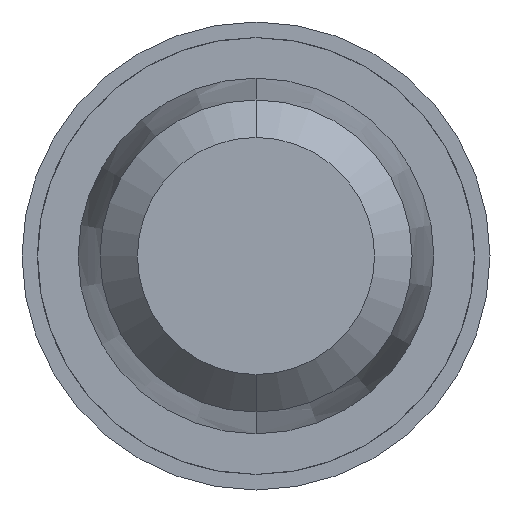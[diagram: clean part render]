
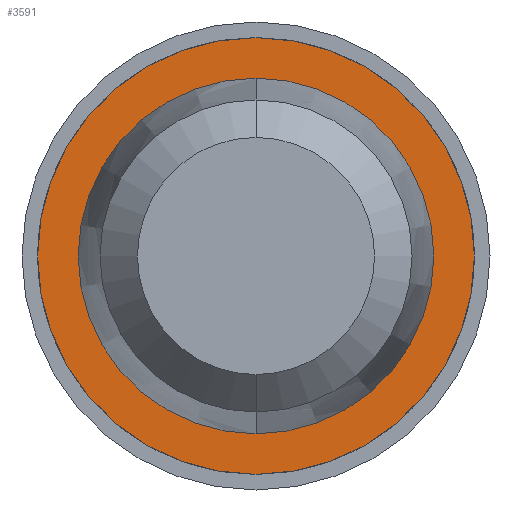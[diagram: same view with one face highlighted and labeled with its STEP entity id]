
A CAD part, front view. The second image highlights one B-rep face of the part: STEP entity #3591.
In plain terms, the highlighted planar face has unit normal (0, -1, 0).
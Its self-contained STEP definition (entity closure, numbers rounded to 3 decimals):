
#26 = ORIENTED_EDGE ( 'NONE', *, *, #1938, .T. ) ;
#153 = ORIENTED_EDGE ( 'NONE', *, *, #534, .F. ) ;
#160 = CARTESIAN_POINT ( 'NONE',  ( 0.57, 26., 0. ) ) ;
#196 = DIRECTION ( 'NONE',  ( 0., -1., 0. ) ) ;
#236 = AXIS2_PLACEMENT_3D ( 'NONE', #3996, #3971, #3038 ) ;
#338 = EDGE_CURVE ( 'Defeature ausgef�hrt1_15+Defeature ausgef�hrt1_16+Defeature ausgef�hrt1_16+Defeature ausgef�hrt1_16', #1971, #541, #773, .T. ) ;
#340 = CIRCLE ( 'NONE', #3717, 0.57 ) ;
#534 = EDGE_CURVE ( 'Defeature ausgef�hrt1_14+Defeature ausgef�hrt1_15+Defeature ausgef�hrt1_15+Defeature ausgef�hrt1_15', #2202, #3659, #870, .T. ) ;
#537 = DIRECTION ( 'NONE',  ( 0., 0., -1. ) ) ;
#541 = VERTEX_POINT ( 'NONE', #3779 ) ;
#588 = EDGE_LOOP ( 'NONE', ( #1898, #26 ) ) ;
#773 = CIRCLE ( 'NONE', #236, 0.7 ) ;
#870 = CIRCLE ( 'NONE', #1319, 0.57 ) ;
#934 = DIRECTION ( 'NONE',  ( 0., 0., -1. ) ) ;
#1115 = EDGE_CURVE ( 'Defeature ausgef�hrt1_14+Defeature ausgef�hrt1_15+Defeature ausgef�hrt1_15+Defeature ausgef�hrt1_15', #3659, #2202, #340, .T. ) ;
#1149 = CARTESIAN_POINT ( 'NONE',  ( 0., 26., 0. ) ) ;
#1199 = DIRECTION ( 'NONE',  ( 0., -1., 0. ) ) ;
#1319 = AXIS2_PLACEMENT_3D ( 'NONE', #3144, #3790, #934 ) ;
#1662 = FACE_OUTER_BOUND ( 'NONE', #588, .T. ) ;
#1813 = CIRCLE ( 'NONE', #3555, 0.7 ) ;
#1898 = ORIENTED_EDGE ( 'NONE', *, *, #338, .T. ) ;
#1938 = EDGE_CURVE ( 'Defeature ausgef�hrt1_15+Defeature ausgef�hrt1_16+Defeature ausgef�hrt1_16+Defeature ausgef�hrt1_16', #541, #1971, #1813, .T. ) ;
#1971 = VERTEX_POINT ( 'NONE', #3653 ) ;
#2117 = DIRECTION ( 'NONE',  ( 0., 0., -1. ) ) ;
#2202 = VERTEX_POINT ( 'NONE', #2720 ) ;
#2353 = PLANE ( 'NONE',  #4004 ) ;
#2560 = EDGE_LOOP ( 'NONE', ( #3993, #153 ) ) ;
#2720 = CARTESIAN_POINT ( 'NONE',  ( 0., 26., -0.57 ) ) ;
#3038 = DIRECTION ( 'NONE',  ( 0., 0., -1. ) ) ;
#3144 = CARTESIAN_POINT ( 'NONE',  ( 0., 26., 0. ) ) ;
#3321 = FACE_BOUND ( 'NONE', #2560, .T. ) ;
#3340 = DIRECTION ( 'NONE',  ( 0., -1., 0. ) ) ;
#3424 = CARTESIAN_POINT ( 'NONE',  ( 0., 26., 0.57 ) ) ;
#3555 = AXIS2_PLACEMENT_3D ( 'NONE', #1149, #1199, #537 ) ;
#3591 = ADVANCED_FACE ( 'Defeature ausgef�hrt1_15', ( #1662, #3321 ), #2353, .T. ) ;
#3637 = DIRECTION ( 'NONE',  ( 0., 0., -1. ) ) ;
#3653 = CARTESIAN_POINT ( 'NONE',  ( 0., 26., -0.7 ) ) ;
#3659 = VERTEX_POINT ( 'NONE', #3424 ) ;
#3717 = AXIS2_PLACEMENT_3D ( 'NONE', #4077, #196, #2117 ) ;
#3779 = CARTESIAN_POINT ( 'NONE',  ( 0., 26., 0.7 ) ) ;
#3790 = DIRECTION ( 'NONE',  ( 0., -1., 0. ) ) ;
#3971 = DIRECTION ( 'NONE',  ( 0., -1., 0. ) ) ;
#3993 = ORIENTED_EDGE ( 'NONE', *, *, #1115, .F. ) ;
#3996 = CARTESIAN_POINT ( 'NONE',  ( 0., 26., 0. ) ) ;
#4004 = AXIS2_PLACEMENT_3D ( 'NONE', #160, #3340, #3637 ) ;
#4077 = CARTESIAN_POINT ( 'NONE',  ( 0., 26., 0. ) ) ;
